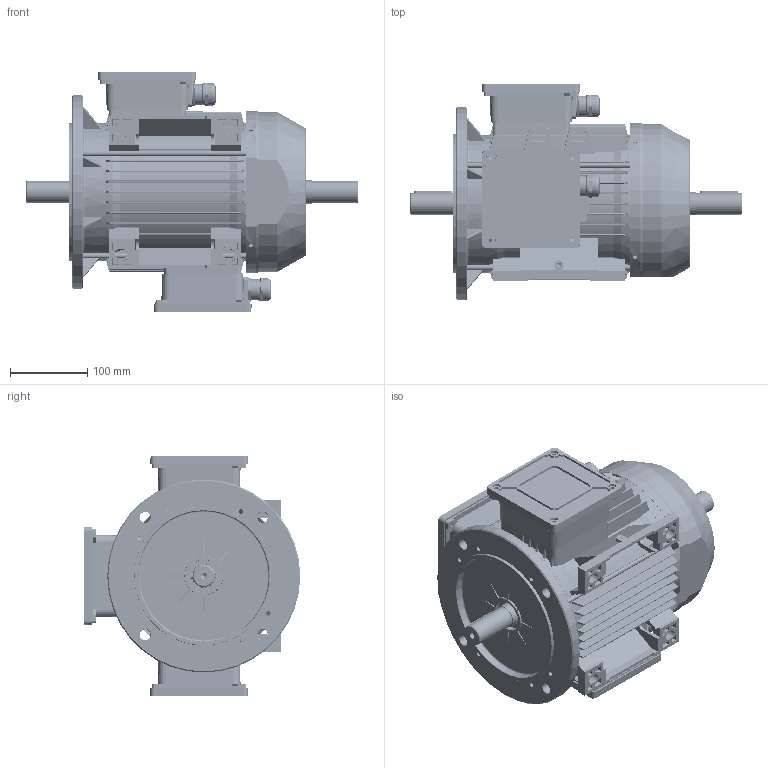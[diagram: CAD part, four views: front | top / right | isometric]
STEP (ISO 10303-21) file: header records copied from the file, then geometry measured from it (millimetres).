
FILE_DESCRIPTION (( 'STEP AP214' ), '1' );
FILE_NAME ('FCAP 100L-B3 B5-IC411-2-4-6-8 POLES-TB LEFT-DOUBLE SHAFT.STEP', '2024-09-20T12:17:44', ( '' ), ( '' ), 'SwSTEP 2.0', 'SolidWorks 2024', '' );
FILE_SCHEMA (( 'AUTOMOTIVE_DESIGN' ));
Length unit declared in the file: millimetre
Products named in the file (18): Albero C100L - Autoventilato; Flangia FC100-112T_Cuscinetto_6206; Scudo C100-112T posteriore; Carcassa 100-B3; Coprimorsettiera tipo 100_Passante doppio; Tirante M7x233; Carcassa 100L-B3 M-Lat; Copriventola tipo 100; Morsettiera 56-36; Guarnizione scatola-coperchio tipo 100; Guarnizione scatola-motore tipo 100; Coperchio scatola morsetti tipo 100; parallel_din_Parallel key A8 x 7 x 50 DIN 6885; FCAP 100L-B3 B5-IC411-2-4-6-8 POLES-TB LEFT-DOUBLE SHAFT; PRESSACAVO M25; GRUPPO COPRIMORSETTIERA 100L; Tappo M25; Targhetta motore_LAMIERA ALLUMINIO
Assembly tree (26 placements, depth 3):
  FCAP 100L-B3 B5-IC411-2-4-6-8 POLES-TB LEFT-DOUBLE SHAFT
    Albero C100L - Autoventilato  x2
    Scudo C100-112T posteriore
    Morsettiera 56-36
    Targhetta motore_LAMIERA ALLUMINIO
    Copriventola tipo 100
    parallel_din_Parallel key A8 x 7 x 50 DIN 6885  x2
    Carcassa 100-B3
    GRUPPO COPRIMORSETTIERA 100L  x3
      Guarnizione scatola-coperchio tipo 100
      Tappo M25
      Coprimorsettiera tipo 100_Passante doppio
      Coperchio scatola morsetti tipo 100
      Guarnizione scatola-motore tipo 100
      PRESSACAVO M25
    Carcassa 100L-B3 M-Lat  x2
    Flangia FC100-112T_Cuscinetto_6206
    Tirante M7x233  x4
Bounding box: 430 x 280.5 x 311 mm (x, y, z)
Volume: 4748284 mm3; surface area: 2254265.3 mm2
Topology: 37 solids, 40 shells, 7935 faces, 21364 edges, 13726 vertices
Faces by surface type: plane 3426, cylinder 1967, cone 1106, bspline 711, torus 689, sphere 36
Entity records: 203018 total; most frequent: CARTESIAN_POINT 67578, ORIENTED_EDGE 30160, DIRECTION 25547, EDGE_CURVE 15080, VERTEX_POINT 9666, AXIS2_PLACEMENT_3D 9167, VECTOR 7213, LINE 7213
